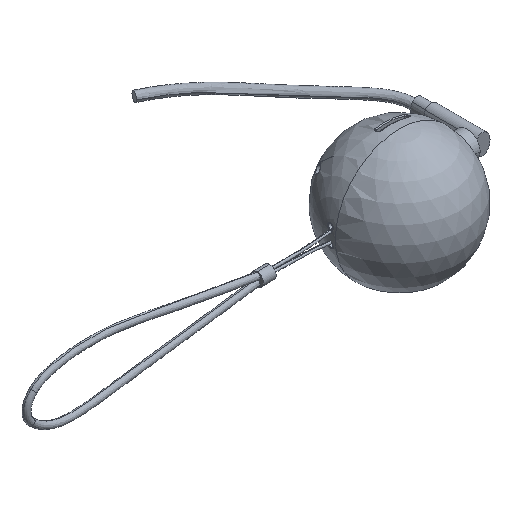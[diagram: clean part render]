
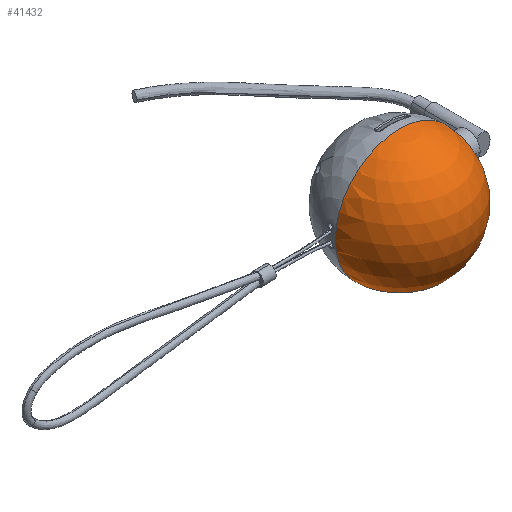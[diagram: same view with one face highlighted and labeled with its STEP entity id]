
A CAD part, isometric view. The second image highlights one B-rep face of the part: STEP entity #41432.
In plain terms, the highlighted spherical face has radius 25 mm.
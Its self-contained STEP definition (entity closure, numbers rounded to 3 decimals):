
#41384=CARTESIAN_POINT('',(0.,0.,0.));
#41385=DIRECTION('',(0.,-1.,0.));
#41386=DIRECTION('',(0.,0.,1.));
#41387=AXIS2_PLACEMENT_3D('',#41384,#41385,#41386);
#41392=CARTESIAN_POINT('',(0.,0.,0.));
#41393=DIRECTION('',(0.,1.,0.));
#41394=DIRECTION('',(0.,0.,1.));
#41395=AXIS2_PLACEMENT_3D('',#41392,#41393,#41394);
#41400=CARTESIAN_POINT('',(0.,0.,25.));
#41401=CARTESIAN_POINT('',(0.,0.,-25.));
#41402=VERTEX_POINT('',#41400);
#41403=VERTEX_POINT('',#41401);
#41423=CARTESIAN_POINT('',(0.,0.,0.));
#41424=DIRECTION('',(0.,0.,-1.));
#41425=DIRECTION('',(-1.,0.,0.));
#41426=AXIS2_PLACEMENT_3D('',#41423,#41424,#41425);
#41427=SPHERICAL_SURFACE('',#41426,25.);
#41428=ORIENTED_EDGE('',*,*,#41409,.F.);
#41429=ORIENTED_EDGE('',*,*,#41411,.T.);
#41430=EDGE_LOOP('',(#41428,#41429));
#41431=FACE_OUTER_BOUND('',#41430,.F.);
#41432=ADVANCED_FACE('',(#41431),#41427,.T.);
#41388=CIRCLE('',#41387,25.);
#41396=CIRCLE('',#41395,25.);
#41409=EDGE_CURVE('',#41402,#41403,#41388,.T.);
#41411=EDGE_CURVE('',#41402,#41403,#41396,.T.);
